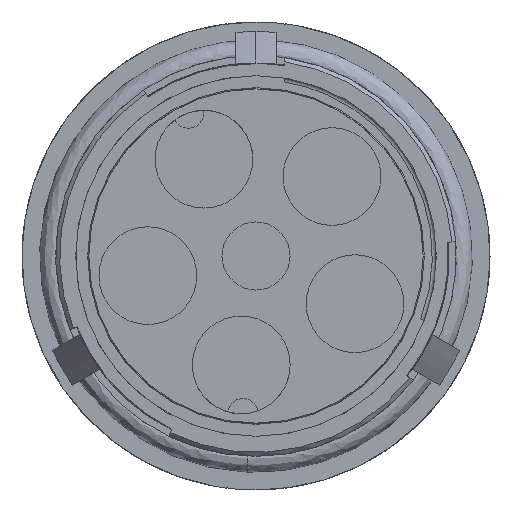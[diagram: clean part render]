
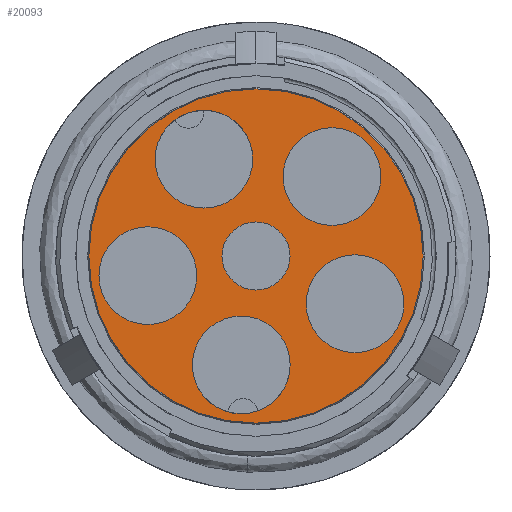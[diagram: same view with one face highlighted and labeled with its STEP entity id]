
A CAD part, front view. The second image highlights one B-rep face of the part: STEP entity #20093.
In plain terms, the highlighted planar face has unit normal (0, -1, 0).
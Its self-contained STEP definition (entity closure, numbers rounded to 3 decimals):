
#87 = ORIENTED_EDGE ( 'NONE', *, *, #4103, .F. ) ;
#267 = DIRECTION ( 'NONE',  ( 0., -1., 0. ) ) ;
#489 = CARTESIAN_POINT ( 'NONE',  ( 6.259, -8., -5.952 ) ) ;
#504 = VERTEX_POINT ( 'NONE', #6477 ) ;
#576 = VERTEX_POINT ( 'NONE', #16784 ) ;
#952 = CIRCLE ( 'NONE', #8170, 4.25 ) ;
#1520 = PLANE ( 'NONE',  #7028 ) ;
#1619 = EDGE_LOOP ( 'NONE', ( #3496, #11377 ) ) ;
#1724 = EDGE_LOOP ( 'NONE', ( #3659, #11000 ) ) ;
#1902 = CIRCLE ( 'NONE', #10149, 6.1 ) ;
#1953 = FACE_BOUND ( 'NONE', #2774, .T. ) ;
#1984 = DIRECTION ( 'NONE',  ( 1., 0., 0. ) ) ;
#2467 = CARTESIAN_POINT ( 'NONE',  ( 18.459, -8., -5.952 ) ) ;
#2714 = CARTESIAN_POINT ( 'NONE',  ( -20.853, -8., 0. ) ) ;
#2774 = EDGE_LOOP ( 'NONE', ( #4668, #2875 ) ) ;
#2875 = ORIENTED_EDGE ( 'NONE', *, *, #3781, .F. ) ;
#3207 = EDGE_CURVE ( 'NONE', #19499, #12817, #19444, .T. ) ;
#3373 = AXIS2_PLACEMENT_3D ( 'NONE', #10050, #267, #5215 ) ;
#3496 = ORIENTED_EDGE ( 'NONE', *, *, #5199, .F. ) ;
#3659 = ORIENTED_EDGE ( 'NONE', *, *, #12206, .F. ) ;
#3781 = EDGE_CURVE ( 'NONE', #9001, #8601, #18416, .T. ) ;
#3921 = CARTESIAN_POINT ( 'NONE',  ( 12.359, -8., -5.952 ) ) ;
#3950 = CARTESIAN_POINT ( 'NONE',  ( -13.497, -8., -2.449 ) ) ;
#4103 = EDGE_CURVE ( 'NONE', #17494, #504, #14978, .T. ) ;
#4653 = AXIS2_PLACEMENT_3D ( 'NONE', #3950, #11815, #5369 ) ;
#4668 = ORIENTED_EDGE ( 'NONE', *, *, #10825, .F. ) ;
#5199 = EDGE_CURVE ( 'NONE', #12817, #19499, #18791, .T. ) ;
#5215 = DIRECTION ( 'NONE',  ( 1., 0., 0. ) ) ;
#5222 = CARTESIAN_POINT ( 'NONE',  ( 0., -8., 0. ) ) ;
#5369 = DIRECTION ( 'NONE',  ( 1., 0., 0. ) ) ;
#5473 = AXIS2_PLACEMENT_3D ( 'NONE', #3921, #5544, #12081 ) ;
#5478 = EDGE_LOOP ( 'NONE', ( #87, #19502 ) ) ;
#5544 = DIRECTION ( 'NONE',  ( 0., -1., 0. ) ) ;
#5825 = DIRECTION ( 'NONE',  ( 0., -1., 0. ) ) ;
#6096 = AXIS2_PLACEMENT_3D ( 'NONE', #14554, #9287, #14220 ) ;
#6354 = DIRECTION ( 'NONE',  ( 0., -1., 0. ) ) ;
#6477 = CARTESIAN_POINT ( 'NONE',  ( 4.259, -8., -13.593 ) ) ;
#6760 = AXIS2_PLACEMENT_3D ( 'NONE', #16921, #11978, #7043 ) ;
#7028 = AXIS2_PLACEMENT_3D ( 'NONE', #19480, #14649, #18501 ) ;
#7043 = DIRECTION ( 'NONE',  ( 1., 0., 0. ) ) ;
#7409 = AXIS2_PLACEMENT_3D ( 'NONE', #17862, #6354, #12692 ) ;
#8115 = ORIENTED_EDGE ( 'NONE', *, *, #13748, .F. ) ;
#8164 = CARTESIAN_POINT ( 'NONE',  ( -4.25, -8., 0. ) ) ;
#8170 = AXIS2_PLACEMENT_3D ( 'NONE', #12267, #20337, #17329 ) ;
#8510 = FACE_OUTER_BOUND ( 'NONE', #14361, .T. ) ;
#8522 = CARTESIAN_POINT ( 'NONE',  ( 12.359, -8., -5.952 ) ) ;
#8601 = VERTEX_POINT ( 'NONE', #10450 ) ;
#8618 = CARTESIAN_POINT ( 'NONE',  ( -12.6, -8., 12.079 ) ) ;
#8820 = CIRCLE ( 'NONE', #13966, 6.1 ) ;
#9001 = VERTEX_POINT ( 'NONE', #19118 ) ;
#9197 = CIRCLE ( 'NONE', #3373, 4.25 ) ;
#9287 = DIRECTION ( 'NONE',  ( 0., -1., 0. ) ) ;
#9336 = DIRECTION ( 'NONE',  ( 0., -1., 0. ) ) ;
#9525 = VERTEX_POINT ( 'NONE', #13913 ) ;
#9697 = FACE_BOUND ( 'NONE', #1619, .T. ) ;
#9734 = DIRECTION ( 'NONE',  ( 0., -1., 0. ) ) ;
#9893 = EDGE_CURVE ( 'NONE', #504, #17494, #18149, .T. ) ;
#10050 = CARTESIAN_POINT ( 'NONE',  ( 0., -8., 0. ) ) ;
#10149 = AXIS2_PLACEMENT_3D ( 'NONE', #8522, #16792, #11848 ) ;
#10450 = CARTESIAN_POINT ( 'NONE',  ( 3.379, -8., 9.915 ) ) ;
#10667 = DIRECTION ( 'NONE',  ( 1., 0., 0. ) ) ;
#10682 = ORIENTED_EDGE ( 'NONE', *, *, #15417, .F. ) ;
#10825 = EDGE_CURVE ( 'NONE', #8601, #9001, #8820, .T. ) ;
#11000 = ORIENTED_EDGE ( 'NONE', *, *, #12374, .F. ) ;
#11311 = FACE_BOUND ( 'NONE', #19198, .T. ) ;
#11377 = ORIENTED_EDGE ( 'NONE', *, *, #3207, .F. ) ;
#11739 = FACE_BOUND ( 'NONE', #18912, .T. ) ;
#11815 = DIRECTION ( 'NONE',  ( 0., -1., 0. ) ) ;
#11837 = CARTESIAN_POINT ( 'NONE',  ( -19.597, -8., -2.449 ) ) ;
#11848 = DIRECTION ( 'NONE',  ( 1., 0., 0. ) ) ;
#11867 = AXIS2_PLACEMENT_3D ( 'NONE', #5222, #9734, #1984 ) ;
#11912 = VERTEX_POINT ( 'NONE', #489 ) ;
#11978 = DIRECTION ( 'NONE',  ( 0., -1., 0. ) ) ;
#12081 = DIRECTION ( 'NONE',  ( 1., 0., 0. ) ) ;
#12206 = EDGE_CURVE ( 'NONE', #21064, #576, #9197, .T. ) ;
#12267 = CARTESIAN_POINT ( 'NONE',  ( 0., -8., 0. ) ) ;
#12374 = EDGE_CURVE ( 'NONE', #576, #21064, #952, .T. ) ;
#12377 = EDGE_CURVE ( 'NONE', #20097, #13662, #13665, .T. ) ;
#12441 = DIRECTION ( 'NONE',  ( 1., 0., 0. ) ) ;
#12473 = VERTEX_POINT ( 'NONE', #2714 ) ;
#12692 = DIRECTION ( 'NONE',  ( 1., 0., 0. ) ) ;
#12817 = VERTEX_POINT ( 'NONE', #8618 ) ;
#12843 = CIRCLE ( 'NONE', #11867, 20.853 ) ;
#13434 = ORIENTED_EDGE ( 'NONE', *, *, #15869, .T. ) ;
#13576 = CIRCLE ( 'NONE', #16315, 20.853 ) ;
#13662 = VERTEX_POINT ( 'NONE', #18347 ) ;
#13665 = CIRCLE ( 'NONE', #16072, 6.1 ) ;
#13748 = EDGE_CURVE ( 'NONE', #20945, #11912, #14750, .T. ) ;
#13913 = CARTESIAN_POINT ( 'NONE',  ( 20.853, -8., 0. ) ) ;
#13931 = AXIS2_PLACEMENT_3D ( 'NONE', #19329, #9336, #12441 ) ;
#13966 = AXIS2_PLACEMENT_3D ( 'NONE', #18020, #21034, #16507 ) ;
#14220 = DIRECTION ( 'NONE',  ( 1., 0., 0. ) ) ;
#14361 = EDGE_LOOP ( 'NONE', ( #13434, #18946 ) ) ;
#14467 = CARTESIAN_POINT ( 'NONE',  ( -7.941, -8., -13.593 ) ) ;
#14554 = CARTESIAN_POINT ( 'NONE',  ( -6.5, -8., 12.079 ) ) ;
#14649 = DIRECTION ( 'NONE',  ( 0., -1., 0. ) ) ;
#14750 = CIRCLE ( 'NONE', #5473, 6.1 ) ;
#14831 = ORIENTED_EDGE ( 'NONE', *, *, #21283, .F. ) ;
#14978 = CIRCLE ( 'NONE', #13931, 6.1 ) ;
#15073 = FACE_BOUND ( 'NONE', #1724, .T. ) ;
#15417 = EDGE_CURVE ( 'NONE', #11912, #20945, #1902, .T. ) ;
#15549 = ORIENTED_EDGE ( 'NONE', *, *, #12377, .F. ) ;
#15659 = CARTESIAN_POINT ( 'NONE',  ( -0.4, -8., 12.079 ) ) ;
#15662 = EDGE_CURVE ( 'NONE', #12473, #9525, #13576, .T. ) ;
#15869 = EDGE_CURVE ( 'NONE', #9525, #12473, #12843, .T. ) ;
#15898 = DIRECTION ( 'NONE',  ( 0., -1., 0. ) ) ;
#16072 = AXIS2_PLACEMENT_3D ( 'NONE', #18721, #5825, #10667 ) ;
#16315 = AXIS2_PLACEMENT_3D ( 'NONE', #17532, #15898, #20859 ) ;
#16418 = AXIS2_PLACEMENT_3D ( 'NONE', #17186, #20845, #20412 ) ;
#16507 = DIRECTION ( 'NONE',  ( 1., 0., 0. ) ) ;
#16674 = FACE_BOUND ( 'NONE', #5478, .T. ) ;
#16784 = CARTESIAN_POINT ( 'NONE',  ( 4.25, -8., 0. ) ) ;
#16792 = DIRECTION ( 'NONE',  ( 0., -1., 0. ) ) ;
#16921 = CARTESIAN_POINT ( 'NONE',  ( -6.5, -8., 12.079 ) ) ;
#17186 = CARTESIAN_POINT ( 'NONE',  ( -1.841, -8., -13.593 ) ) ;
#17329 = DIRECTION ( 'NONE',  ( 1., 0., 0. ) ) ;
#17494 = VERTEX_POINT ( 'NONE', #14467 ) ;
#17532 = CARTESIAN_POINT ( 'NONE',  ( 0., -8., 0. ) ) ;
#17862 = CARTESIAN_POINT ( 'NONE',  ( 9.479, -8., 9.915 ) ) ;
#18020 = CARTESIAN_POINT ( 'NONE',  ( 9.479, -8., 9.915 ) ) ;
#18149 = CIRCLE ( 'NONE', #16418, 6.1 ) ;
#18347 = CARTESIAN_POINT ( 'NONE',  ( -7.397, -8., -2.449 ) ) ;
#18416 = CIRCLE ( 'NONE', #7409, 6.1 ) ;
#18501 = DIRECTION ( 'NONE',  ( 0.179, 0., -0.984 ) ) ;
#18721 = CARTESIAN_POINT ( 'NONE',  ( -13.497, -8., -2.449 ) ) ;
#18791 = CIRCLE ( 'NONE', #6096, 6.1 ) ;
#18912 = EDGE_LOOP ( 'NONE', ( #10682, #8115 ) ) ;
#18946 = ORIENTED_EDGE ( 'NONE', *, *, #15662, .T. ) ;
#19118 = CARTESIAN_POINT ( 'NONE',  ( 15.579, -8., 9.915 ) ) ;
#19198 = EDGE_LOOP ( 'NONE', ( #15549, #14831 ) ) ;
#19329 = CARTESIAN_POINT ( 'NONE',  ( -1.841, -8., -13.593 ) ) ;
#19444 = CIRCLE ( 'NONE', #6760, 6.1 ) ;
#19480 = CARTESIAN_POINT ( 'NONE',  ( -10.233, -8., -1.857 ) ) ;
#19499 = VERTEX_POINT ( 'NONE', #15659 ) ;
#19502 = ORIENTED_EDGE ( 'NONE', *, *, #9893, .F. ) ;
#20093 = ADVANCED_FACE ( 'NONE', ( #9697, #11739, #16674, #11311, #15073, #1953, #8510 ), #1520, .T. ) ;
#20097 = VERTEX_POINT ( 'NONE', #11837 ) ;
#20337 = DIRECTION ( 'NONE',  ( 0., -1., 0. ) ) ;
#20412 = DIRECTION ( 'NONE',  ( 1., 0., 0. ) ) ;
#20427 = CIRCLE ( 'NONE', #4653, 6.1 ) ;
#20845 = DIRECTION ( 'NONE',  ( 0., -1., 0. ) ) ;
#20859 = DIRECTION ( 'NONE',  ( 1., 0., 0. ) ) ;
#20945 = VERTEX_POINT ( 'NONE', #2467 ) ;
#21034 = DIRECTION ( 'NONE',  ( 0., -1., 0. ) ) ;
#21064 = VERTEX_POINT ( 'NONE', #8164 ) ;
#21283 = EDGE_CURVE ( 'NONE', #13662, #20097, #20427, .T. ) ;
